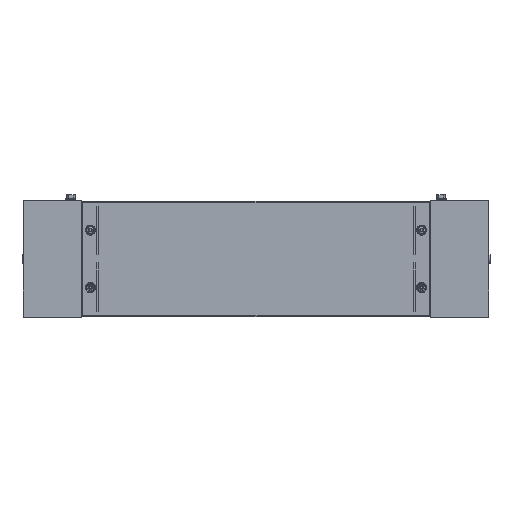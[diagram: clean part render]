
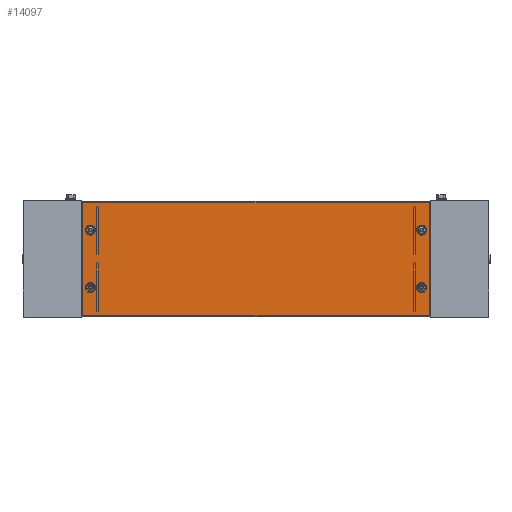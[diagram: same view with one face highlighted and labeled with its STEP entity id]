
A CAD part, top view. The second image highlights one B-rep face of the part: STEP entity #14097.
In plain terms, the highlighted face is planar.
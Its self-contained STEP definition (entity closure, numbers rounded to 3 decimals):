
#80 = DIRECTION ( 'NONE',  ( -1., 0., 0. ) ) ;
#132 = ORIENTED_EDGE ( 'NONE', *, *, #4202, .T. ) ;
#402 = EDGE_LOOP ( 'NONE', ( #8332, #12912 ) ) ;
#783 = AXIS2_PLACEMENT_3D ( 'NONE', #13365, #12171, #818 ) ;
#818 = DIRECTION ( 'NONE',  ( 1., 0., 0. ) ) ;
#852 = DIRECTION ( 'NONE',  ( 1., 0., 0. ) ) ;
#1055 = EDGE_CURVE ( 'NONE', #4975, #8882, #16854, .T. ) ;
#1090 = ORIENTED_EDGE ( 'NONE', *, *, #13888, .F. ) ;
#1226 = EDGE_CURVE ( 'NONE', #10289, #9042, #16881, .T. ) ;
#1230 = LINE ( 'NONE', #13936, #3298 ) ;
#1355 = CARTESIAN_POINT ( 'NONE',  ( 684.5, -50.5, 0. ) ) ;
#1443 = DIRECTION ( 'NONE',  ( 0., 0., 1. ) ) ;
#1580 = CARTESIAN_POINT ( 'NONE',  ( 699., -199., 0. ) ) ;
#1597 = VERTEX_POINT ( 'NONE', #6501 ) ;
#1637 = AXIS2_PLACEMENT_3D ( 'NONE', #6089, #2042, #852 ) ;
#1654 = EDGE_LOOP ( 'NONE', ( #14671, #1090, #7926, #14343 ) ) ;
#2042 = DIRECTION ( 'NONE',  ( 0., 0., 1. ) ) ;
#2375 = FACE_BOUND ( 'NONE', #9519, .T. ) ;
#2461 = EDGE_LOOP ( 'NONE', ( #5303, #132 ) ) ;
#3068 = CIRCLE ( 'NONE', #11538, 7.691 ) ;
#3260 = ORIENTED_EDGE ( 'NONE', *, *, #1226, .T. ) ;
#3298 = VECTOR ( 'NONE', #18017, 1000. ) ;
#3401 = AXIS2_PLACEMENT_3D ( 'NONE', #10814, #16327, #7881 ) ;
#3729 = DIRECTION ( 'NONE',  ( 1., 0., 0. ) ) ;
#3929 = CARTESIAN_POINT ( 'NONE',  ( 101., -1., 0. ) ) ;
#3968 = AXIS2_PLACEMENT_3D ( 'NONE', #14212, #9909, #11565 ) ;
#4125 = VERTEX_POINT ( 'NONE', #1580 ) ;
#4202 = EDGE_CURVE ( 'NONE', #16113, #9936, #9646, .T. ) ;
#4234 = DIRECTION ( 'NONE',  ( 1., 0., 0. ) ) ;
#4941 = CARTESIAN_POINT ( 'NONE',  ( 676.809, -50.5, 0. ) ) ;
#4975 = VERTEX_POINT ( 'NONE', #7370 ) ;
#5011 = CIRCLE ( 'NONE', #14652, 7.691 ) ;
#5303 = ORIENTED_EDGE ( 'NONE', *, *, #11171, .T. ) ;
#5445 = DIRECTION ( 'NONE',  ( 0., -1., 0. ) ) ;
#6089 = CARTESIAN_POINT ( 'NONE',  ( 684.5, -149.5, 0. ) ) ;
#6500 = FACE_OUTER_BOUND ( 'NONE', #1654, .T. ) ;
#6501 = CARTESIAN_POINT ( 'NONE',  ( 692.191, -149.5, 0. ) ) ;
#6590 = PLANE ( 'NONE',  #783 ) ;
#6823 = CIRCLE ( 'NONE', #14424, 7.691 ) ;
#7002 = CARTESIAN_POINT ( 'NONE',  ( 676.809, -149.5, 0. ) ) ;
#7033 = EDGE_CURVE ( 'NONE', #9042, #10289, #5011, .T. ) ;
#7370 = CARTESIAN_POINT ( 'NONE',  ( 692.191, -50.5, 0. ) ) ;
#7400 = ORIENTED_EDGE ( 'NONE', *, *, #7033, .T. ) ;
#7470 = CIRCLE ( 'NONE', #3968, 7.691 ) ;
#7687 = EDGE_CURVE ( 'NONE', #4125, #13917, #1230, .T. ) ;
#7715 = CARTESIAN_POINT ( 'NONE',  ( 101., -199., 0. ) ) ;
#7775 = FACE_BOUND ( 'NONE', #402, .T. ) ;
#7881 = DIRECTION ( 'NONE',  ( 1., 0., 0. ) ) ;
#7926 = ORIENTED_EDGE ( 'NONE', *, *, #7687, .F. ) ;
#7957 = VECTOR ( 'NONE', #10680, 1000. ) ;
#7966 = VERTEX_POINT ( 'NONE', #7715 ) ;
#8297 = VECTOR ( 'NONE', #5445, 1000. ) ;
#8332 = ORIENTED_EDGE ( 'NONE', *, *, #10163, .T. ) ;
#8417 = LINE ( 'NONE', #10989, #9838 ) ;
#8882 = VERTEX_POINT ( 'NONE', #4941 ) ;
#8886 = ORIENTED_EDGE ( 'NONE', *, *, #12046, .T. ) ;
#9042 = VERTEX_POINT ( 'NONE', #12342 ) ;
#9506 = FACE_BOUND ( 'NONE', #2461, .T. ) ;
#9519 = EDGE_LOOP ( 'NONE', ( #11796, #8886 ) ) ;
#9646 = CIRCLE ( 'NONE', #10237, 7.691 ) ;
#9838 = VECTOR ( 'NONE', #80, 1000. ) ;
#9909 = DIRECTION ( 'NONE',  ( 0., 0., 1. ) ) ;
#9936 = VERTEX_POINT ( 'NONE', #14358 ) ;
#10163 = EDGE_CURVE ( 'NONE', #8882, #4975, #6823, .T. ) ;
#10221 = CARTESIAN_POINT ( 'NONE',  ( 123.191, -50.5, 0. ) ) ;
#10237 = AXIS2_PLACEMENT_3D ( 'NONE', #10632, #10534, #14479 ) ;
#10289 = VERTEX_POINT ( 'NONE', #10221 ) ;
#10534 = DIRECTION ( 'NONE',  ( 0., 0., 1. ) ) ;
#10632 = CARTESIAN_POINT ( 'NONE',  ( 115.5, -149.5, 0. ) ) ;
#10680 = DIRECTION ( 'NONE',  ( 1., 0., 0. ) ) ;
#10704 = AXIS2_PLACEMENT_3D ( 'NONE', #16709, #11183, #4234 ) ;
#10739 = EDGE_CURVE ( 'NONE', #15120, #7966, #12306, .T. ) ;
#10814 = CARTESIAN_POINT ( 'NONE',  ( 115.5, -50.5, 0. ) ) ;
#10989 = CARTESIAN_POINT ( 'NONE',  ( 101., -1., 0. ) ) ;
#11080 = DIRECTION ( 'NONE',  ( 0., 0., 1. ) ) ;
#11171 = EDGE_CURVE ( 'NONE', #9936, #16113, #3068, .T. ) ;
#11183 = DIRECTION ( 'NONE',  ( 0., 0., 1. ) ) ;
#11538 = AXIS2_PLACEMENT_3D ( 'NONE', #15494, #11080, #13823 ) ;
#11565 = DIRECTION ( 'NONE',  ( 1., 0., 0. ) ) ;
#11796 = ORIENTED_EDGE ( 'NONE', *, *, #12188, .T. ) ;
#12046 = EDGE_CURVE ( 'NONE', #1597, #13231, #7470, .T. ) ;
#12112 = EDGE_LOOP ( 'NONE', ( #7400, #3260 ) ) ;
#12171 = DIRECTION ( 'NONE',  ( 0., 0., 1. ) ) ;
#12188 = EDGE_CURVE ( 'NONE', #13231, #1597, #17461, .T. ) ;
#12306 = LINE ( 'NONE', #13587, #8297 ) ;
#12342 = CARTESIAN_POINT ( 'NONE',  ( 107.809, -50.5, 0. ) ) ;
#12541 = CARTESIAN_POINT ( 'NONE',  ( 123.191, -149.5, 0. ) ) ;
#12912 = ORIENTED_EDGE ( 'NONE', *, *, #1055, .T. ) ;
#13231 = VERTEX_POINT ( 'NONE', #7002 ) ;
#13268 = FACE_BOUND ( 'NONE', #12112, .T. ) ;
#13365 = CARTESIAN_POINT ( 'NONE',  ( 0., 0., 0. ) ) ;
#13437 = DIRECTION ( 'NONE',  ( 0., 0., 1. ) ) ;
#13522 = CARTESIAN_POINT ( 'NONE',  ( 115.5, -50.5, 0. ) ) ;
#13587 = CARTESIAN_POINT ( 'NONE',  ( 101., -1., 0. ) ) ;
#13823 = DIRECTION ( 'NONE',  ( 1., 0., 0. ) ) ;
#13888 = EDGE_CURVE ( 'NONE', #13917, #15120, #8417, .T. ) ;
#13917 = VERTEX_POINT ( 'NONE', #14554 ) ;
#13936 = CARTESIAN_POINT ( 'NONE',  ( 699., -1., 0. ) ) ;
#14097 = ADVANCED_FACE ( 'NONE', ( #2375, #9506, #7775, #13268, #6500 ), #6590, .F. ) ;
#14212 = CARTESIAN_POINT ( 'NONE',  ( 684.5, -149.5, 0. ) ) ;
#14343 = ORIENTED_EDGE ( 'NONE', *, *, #15789, .F. ) ;
#14358 = CARTESIAN_POINT ( 'NONE',  ( 107.809, -149.5, 0. ) ) ;
#14424 = AXIS2_PLACEMENT_3D ( 'NONE', #1355, #1443, #18137 ) ;
#14479 = DIRECTION ( 'NONE',  ( 1., 0., 0. ) ) ;
#14554 = CARTESIAN_POINT ( 'NONE',  ( 699., -1., 0. ) ) ;
#14652 = AXIS2_PLACEMENT_3D ( 'NONE', #13522, #13437, #3729 ) ;
#14671 = ORIENTED_EDGE ( 'NONE', *, *, #10739, .F. ) ;
#15120 = VERTEX_POINT ( 'NONE', #3929 ) ;
#15179 = CARTESIAN_POINT ( 'NONE',  ( 101., -199., 0. ) ) ;
#15494 = CARTESIAN_POINT ( 'NONE',  ( 115.5, -149.5, 0. ) ) ;
#15789 = EDGE_CURVE ( 'NONE', #7966, #4125, #16471, .T. ) ;
#16113 = VERTEX_POINT ( 'NONE', #12541 ) ;
#16327 = DIRECTION ( 'NONE',  ( 0., 0., 1. ) ) ;
#16471 = LINE ( 'NONE', #15179, #7957 ) ;
#16709 = CARTESIAN_POINT ( 'NONE',  ( 684.5, -50.5, 0. ) ) ;
#16854 = CIRCLE ( 'NONE', #10704, 7.691 ) ;
#16881 = CIRCLE ( 'NONE', #3401, 7.691 ) ;
#17461 = CIRCLE ( 'NONE', #1637, 7.691 ) ;
#18017 = DIRECTION ( 'NONE',  ( 0., 1., 0. ) ) ;
#18137 = DIRECTION ( 'NONE',  ( 1., 0., 0. ) ) ;
